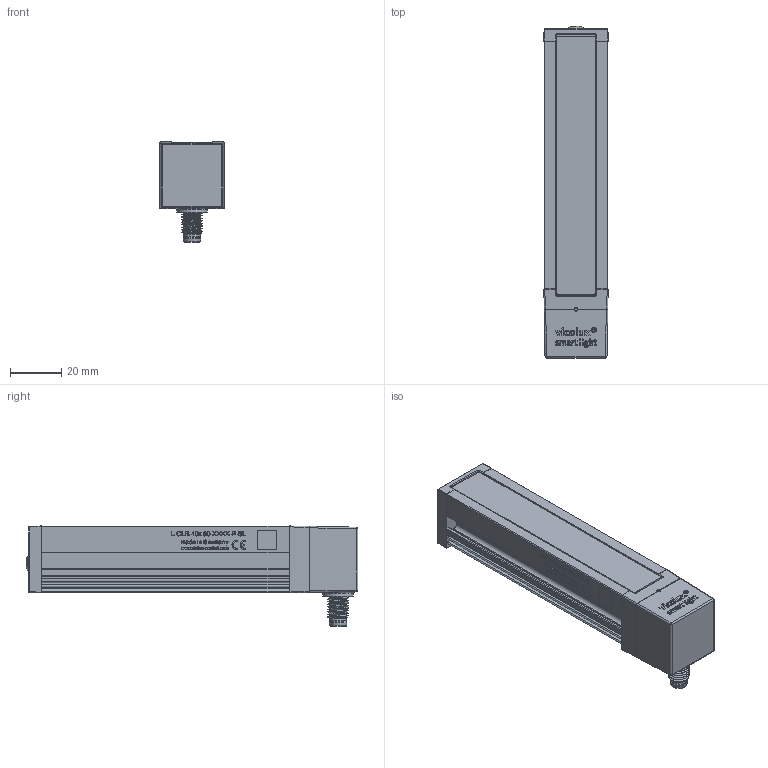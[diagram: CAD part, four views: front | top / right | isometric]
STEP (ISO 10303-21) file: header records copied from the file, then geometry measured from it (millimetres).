
FILE_DESCRIPTION(/* description */ ('>>BEZEICHNUNG<<'),/* implementation_level */ '2;1');
FILE_NAME(/* name */ 'vicolux_L-CLR-10x90.stp',/* time_stamp */ '2016-09-01T13:58:02+02:00',/* author */ ('REGENSPURG'),/* organization */ ('Vision & Control'),/* preprocessor_version */ 'ST-DEVELOPER v16.1',/* originating_system */ 'Autodesk Inventor 2016',/* authorisation */ '');
FILE_SCHEMA (('AUTOMOTIVE_DESIGN { 1 0 10303 214 3 1 1 }'));
Products named in the file (1): vicolux_L-CLR-10x90
Bounding box: 25.2 x 130.04 x 39.2 mm (x, y, z)
Volume: 66014.5 mm3; surface area: 26398.9 mm2
Topology: 1 solids, 1 shells, 1635 faces, 4370 edges, 2877 vertices
Faces by surface type: plane 867, bspline 581, cylinder 136, cone 30, sphere 13, torus 8
Full cylindrical faces by diameter (mm): 1 x5, 5.7 x1, 6 x1, 6.5 x1, 6.9 x1, 12 x1
Entity records: 68937 total; most frequent: CARTESIAN_POINT 30340, ORIENTED_EDGE 8662, DIRECTION 5622, EDGE_CURVE 4331, VERTEX_POINT 2871, LINE 2796, VECTOR 2796, EDGE_LOOP 1808
